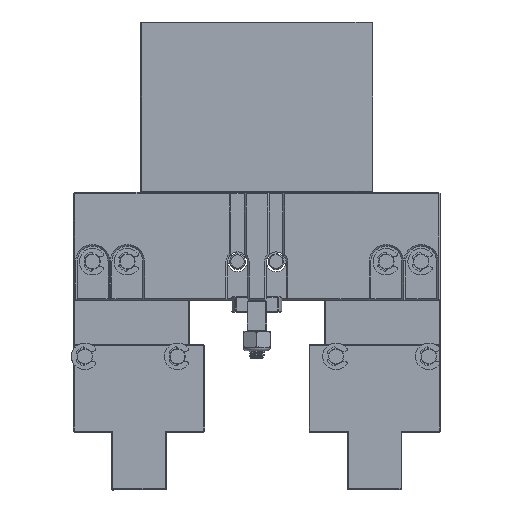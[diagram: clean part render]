
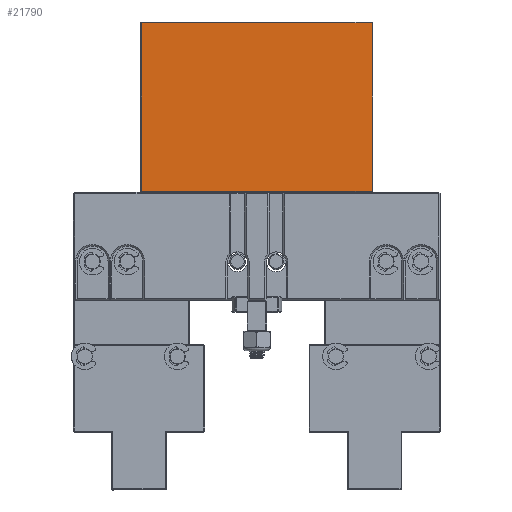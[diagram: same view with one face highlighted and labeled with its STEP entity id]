
A CAD part, top view. The second image highlights one B-rep face of the part: STEP entity #21790.
In plain terms, the highlighted planar face has unit normal (0, 0, 1).
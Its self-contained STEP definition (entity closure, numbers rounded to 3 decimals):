
#557=PLANE('',#23350);
#1596=FACE_OUTER_BOUND('',#2966,.T.);
#2966=EDGE_LOOP('',(#15337,#15338,#15339,#15340));
#5719=LINE('',#35369,#7635);
#5735=LINE('',#35398,#7651);
#5736=LINE('',#35400,#7652);
#5747=LINE('',#35420,#7663);
#7635=VECTOR('',#25555,10.);
#7651=VECTOR('',#25583,10.);
#7652=VECTOR('',#25586,10.);
#7663=VECTOR('',#25611,10.);
#9725=VERTEX_POINT('',#35339);
#9732=VERTEX_POINT('',#35357);
#9734=VERTEX_POINT('',#35363);
#9742=VERTEX_POINT('',#35393);
#11892=EDGE_CURVE('',#9734,#9725,#5719,.T.);
#11908=EDGE_CURVE('',#9732,#9742,#5735,.T.);
#11909=EDGE_CURVE('',#9742,#9734,#5736,.T.);
#11920=EDGE_CURVE('',#9725,#9732,#5747,.T.);
#15337=ORIENTED_EDGE('',*,*,#11908,.F.);
#15338=ORIENTED_EDGE('',*,*,#11920,.F.);
#15339=ORIENTED_EDGE('',*,*,#11892,.F.);
#15340=ORIENTED_EDGE('',*,*,#11909,.F.);
#21790=ADVANCED_FACE('',(#1596),#557,.T.);
#23350=AXIS2_PLACEMENT_3D('',#35429,#25623,#25624);
#25555=DIRECTION('',(0.,-1.,0.));
#25583=DIRECTION('',(0.,1.,0.));
#25586=DIRECTION('',(1.,0.,0.));
#25611=DIRECTION('',(-1.,0.,0.));
#25623=DIRECTION('center_axis',(0.,0.,1.));
#25624=DIRECTION('ref_axis',(1.,0.,0.));
#35339=CARTESIAN_POINT('',(59.8,0.2,0.));
#35357=CARTESIAN_POINT('',(0.2,0.2,0.));
#35363=CARTESIAN_POINT('',(59.8,43.8,0.));
#35369=CARTESIAN_POINT('',(59.8,0.,0.));
#35393=CARTESIAN_POINT('',(0.2,43.8,0.));
#35398=CARTESIAN_POINT('',(0.2,0.,0.));
#35400=CARTESIAN_POINT('',(15.,43.8,0.));
#35420=CARTESIAN_POINT('',(15.,0.2,0.));
#35429=CARTESIAN_POINT('Origin',(0.,0.,0.));
